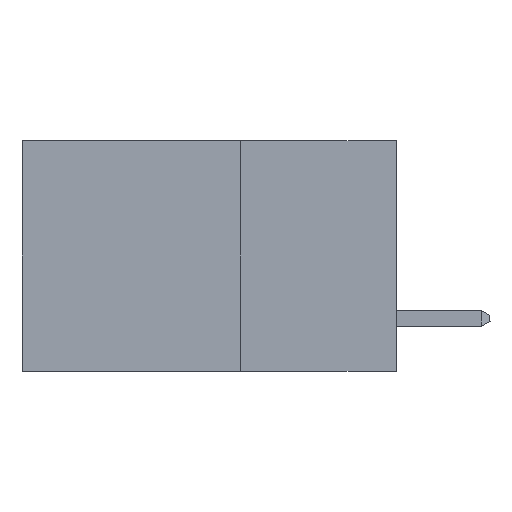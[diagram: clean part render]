
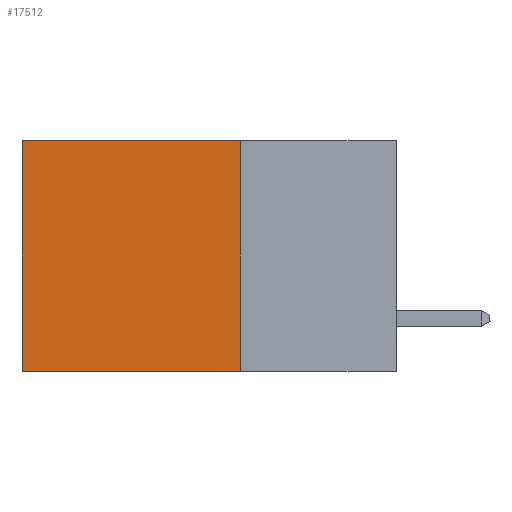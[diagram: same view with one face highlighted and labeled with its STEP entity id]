
A CAD part, left-side view. The second image highlights one B-rep face of the part: STEP entity #17512.
In plain terms, the highlighted planar face has unit normal (-1, 0, 0).
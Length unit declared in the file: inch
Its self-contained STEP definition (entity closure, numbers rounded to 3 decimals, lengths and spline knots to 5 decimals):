
#94 = VECTOR ( 'NONE', #16052, 39.37008 ) ;
#1912 = DIRECTION ( 'NONE',  ( 1., 0., 0. ) ) ;
#3625 = CARTESIAN_POINT ( 'NONE',  ( 0.298, 0.6, 0. ) ) ;
#3719 = ORIENTED_EDGE ( 'NONE', *, *, #9785, .T. ) ;
#6409 = EDGE_LOOP ( 'NONE', ( #21077, #12561, #9201, #3719 ) ) ;
#7029 = VERTEX_POINT ( 'NONE', #18335 ) ;
#7213 = VERTEX_POINT ( 'NONE', #18873 ) ;
#7461 = AXIS2_PLACEMENT_3D ( 'NONE', #20574, #1912, #16475 ) ;
#7817 = VECTOR ( 'NONE', #19970, 39.37008 ) ;
#9201 = ORIENTED_EDGE ( 'NONE', *, *, #10968, .F. ) ;
#9325 = VECTOR ( 'NONE', #22113, 39.37008 ) ;
#9785 = EDGE_CURVE ( 'NONE', #7029, #7213, #12639, .T. ) ;
#10106 = PLANE ( 'NONE',  #7461 ) ;
#10380 = CARTESIAN_POINT ( 'NONE',  ( 0.298, 0.25, -0.37 ) ) ;
#10551 = EDGE_CURVE ( 'NONE', #15260, #12405, #26536, .T. ) ;
#10968 = EDGE_CURVE ( 'NONE', #7029, #15260, #26507, .T. ) ;
#11863 = LINE ( 'NONE', #3625, #94 ) ;
#11953 = CARTESIAN_POINT ( 'NONE',  ( 0.298, 0.6, -0.37 ) ) ;
#12401 = EDGE_CURVE ( 'NONE', #7213, #12405, #11863, .T. ) ;
#12405 = VERTEX_POINT ( 'NONE', #11953 ) ;
#12561 = ORIENTED_EDGE ( 'NONE', *, *, #10551, .F. ) ;
#12639 = LINE ( 'NONE', #15866, #7817 ) ;
#15260 = VERTEX_POINT ( 'NONE', #16998 ) ;
#15491 = VECTOR ( 'NONE', #26961, 39.37008 ) ;
#15866 = CARTESIAN_POINT ( 'NONE',  ( 0.298, 0.25, 0. ) ) ;
#16052 = DIRECTION ( 'NONE',  ( 0., 0., -1. ) ) ;
#16475 = DIRECTION ( 'NONE',  ( 0., 0., -1. ) ) ;
#16998 = CARTESIAN_POINT ( 'NONE',  ( 0.298, 0.25, -0.37 ) ) ;
#17512 = ADVANCED_FACE ( 'NONE', ( #24404 ), #10106, .F. ) ;
#18335 = CARTESIAN_POINT ( 'NONE',  ( 0.298, 0.25, 0. ) ) ;
#18873 = CARTESIAN_POINT ( 'NONE',  ( 0.298, 0.6, 0. ) ) ;
#19970 = DIRECTION ( 'NONE',  ( 0., 1., 0. ) ) ;
#20574 = CARTESIAN_POINT ( 'NONE',  ( 0.298, 0.25, 0. ) ) ;
#21077 = ORIENTED_EDGE ( 'NONE', *, *, #12401, .T. ) ;
#22113 = DIRECTION ( 'NONE',  ( 0., 0., -1. ) ) ;
#24163 = CARTESIAN_POINT ( 'NONE',  ( 0.298, 0.25, 0. ) ) ;
#24404 = FACE_OUTER_BOUND ( 'NONE', #6409, .T. ) ;
#26507 = LINE ( 'NONE', #24163, #9325 ) ;
#26536 = LINE ( 'NONE', #10380, #15491 ) ;
#26961 = DIRECTION ( 'NONE',  ( 0., 1., 0. ) ) ;
